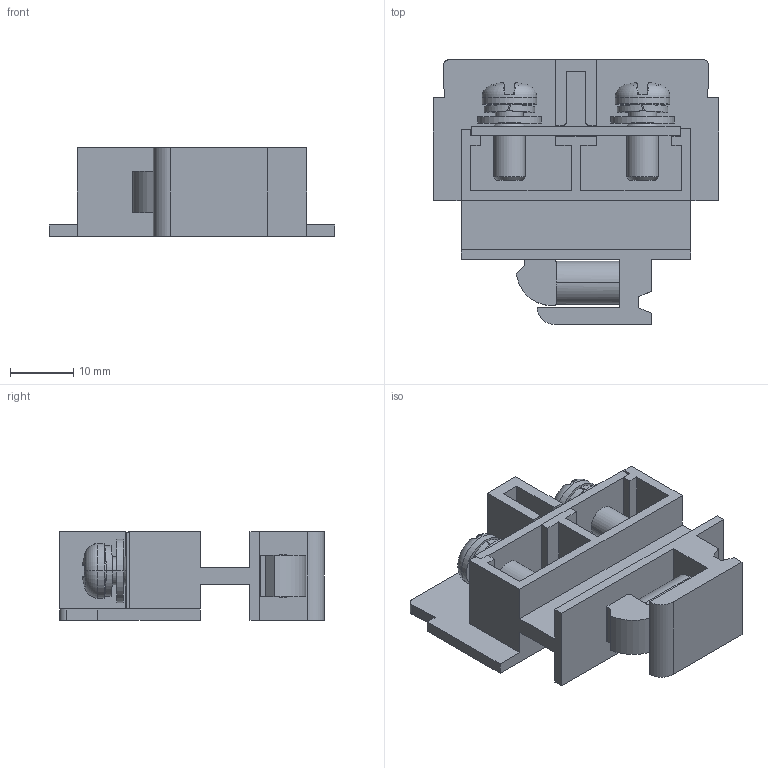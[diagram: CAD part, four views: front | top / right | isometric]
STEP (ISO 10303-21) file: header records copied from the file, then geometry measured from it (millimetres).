
FILE_DESCRIPTION((''),'2;1');
FILE_NAME('PRT0001','2022-10-20T',('ASUS'),(''),'PRO/ENGINEER BY PARAMETRIC TECHNOLOGY CORPORATION, 2013230','PRO/ENGINEER BY PARAMETRIC TECHNOLOGY CORPORATION, 2013230','');
FILE_SCHEMA(('CONFIG_CONTROL_DESIGN'));
Length unit declared in the file: millimetre
Products named in the file (1): PRT0001
Bounding box: 45 x 41.73 x 14 mm (x, y, z)
Volume: 8186.4 mm3; surface area: 9280.7 mm2
Topology: 5 solids, 5 shells, 252 faces, 637 edges, 397 vertices
Faces by surface type: plane 109, bspline 56, cylinder 31, cone 28, torus 24, sphere 4
Entity records: 12377 total; most frequent: CARTESIAN_POINT 6640, ORIENTED_EDGE 1266, DIRECTION 1059, EDGE_CURVE 633, VERTEX_POINT 397, AXIS2_PLACEMENT_3D 384, VECTOR 291, LINE 291
